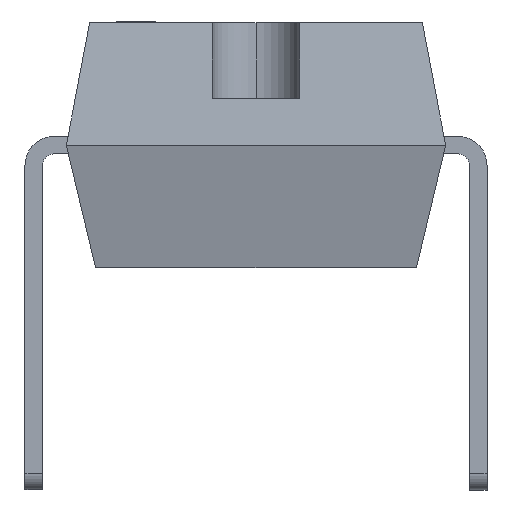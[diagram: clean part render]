
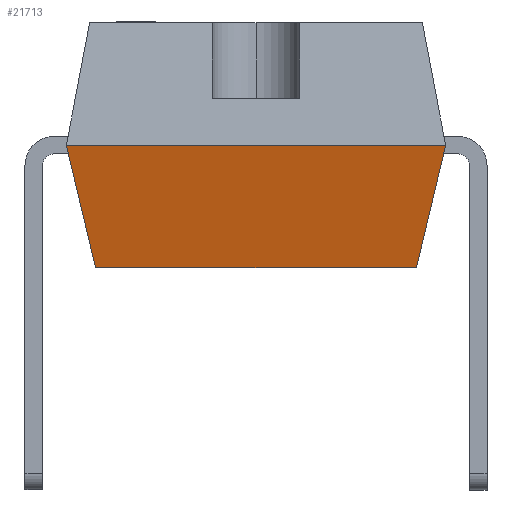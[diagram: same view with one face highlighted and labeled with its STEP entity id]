
A CAD part, left-side view. The second image highlights one B-rep face of the part: STEP entity #21713.
In plain terms, the highlighted planar face has unit normal (-0.973, 0, -0.232).
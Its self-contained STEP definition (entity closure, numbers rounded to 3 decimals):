
#248 = VERTEX_POINT ( 'NONE', #3323 ) ;
#434 = LINE ( 'NONE', #13106, #18372 ) ;
#482 = CARTESIAN_POINT ( 'NONE',  ( -9.8, 3.25, 0. ) ) ;
#1370 = FACE_OUTER_BOUND ( 'NONE', #15088, .T. ) ;
#1502 = DIRECTION ( 'NONE',  ( 0.973, 0., 0.232 ) ) ;
#2647 = VECTOR ( 'NONE', #4006, 1000. ) ;
#3323 = CARTESIAN_POINT ( 'NONE',  ( -9.8, -3.25, 0. ) ) ;
#4006 = DIRECTION ( 'NONE',  ( 0., -1., 0. ) ) ;
#5010 = CARTESIAN_POINT ( 'NONE',  ( -9.8, 3.25, 0. ) ) ;
#5939 = LINE ( 'NONE', #11747, #6941 ) ;
#6326 = EDGE_CURVE ( 'NONE', #10725, #7218, #20260, .T. ) ;
#6857 = DIRECTION ( 'NONE',  ( -0.226, -0.226, 0.948 ) ) ;
#6941 = VECTOR ( 'NONE', #6857, 1000. ) ;
#7218 = VERTEX_POINT ( 'NONE', #10707 ) ;
#7630 = ORIENTED_EDGE ( 'NONE', *, *, #13916, .T. ) ;
#7958 = CARTESIAN_POINT ( 'NONE',  ( -9.3, 2.75, -2.1 ) ) ;
#9043 = CARTESIAN_POINT ( 'NONE',  ( -9.3, 2.75, -2.1 ) ) ;
#9811 = DIRECTION ( 'NONE',  ( 0., -1., 0. ) ) ;
#9864 = ORIENTED_EDGE ( 'NONE', *, *, #6326, .T. ) ;
#10098 = DIRECTION ( 'NONE',  ( 0.232, 0., -0.973 ) ) ;
#10707 = CARTESIAN_POINT ( 'NONE',  ( -9.3, -2.75, -2.1 ) ) ;
#10725 = VERTEX_POINT ( 'NONE', #9043 ) ;
#11747 = CARTESIAN_POINT ( 'NONE',  ( -9.3, -2.75, -2.1 ) ) ;
#12475 = LINE ( 'NONE', #482, #2647 ) ;
#12498 = EDGE_CURVE ( 'NONE', #20412, #248, #12475, .T. ) ;
#13106 = CARTESIAN_POINT ( 'NONE',  ( -9.3, 2.75, -2.1 ) ) ;
#13916 = EDGE_CURVE ( 'NONE', #7218, #248, #5939, .T. ) ;
#14659 = EDGE_CURVE ( 'NONE', #10725, #20412, #434, .T. ) ;
#15088 = EDGE_LOOP ( 'NONE', ( #7630, #18156, #19644, #9864 ) ) ;
#17200 = PLANE ( 'NONE',  #20637 ) ;
#17415 = CARTESIAN_POINT ( 'NONE',  ( -9.274, 0., -2.208 ) ) ;
#18156 = ORIENTED_EDGE ( 'NONE', *, *, #12498, .F. ) ;
#18372 = VECTOR ( 'NONE', #18654, 1000. ) ;
#18654 = DIRECTION ( 'NONE',  ( -0.226, 0.226, 0.948 ) ) ;
#19644 = ORIENTED_EDGE ( 'NONE', *, *, #14659, .F. ) ;
#20260 = LINE ( 'NONE', #7958, #22549 ) ;
#20412 = VERTEX_POINT ( 'NONE', #5010 ) ;
#20637 = AXIS2_PLACEMENT_3D ( 'NONE', #17415, #1502, #10098 ) ;
#21713 = ADVANCED_FACE ( 'NONE', ( #1370 ), #17200, .F. ) ;
#22549 = VECTOR ( 'NONE', #9811, 1000. ) ;
